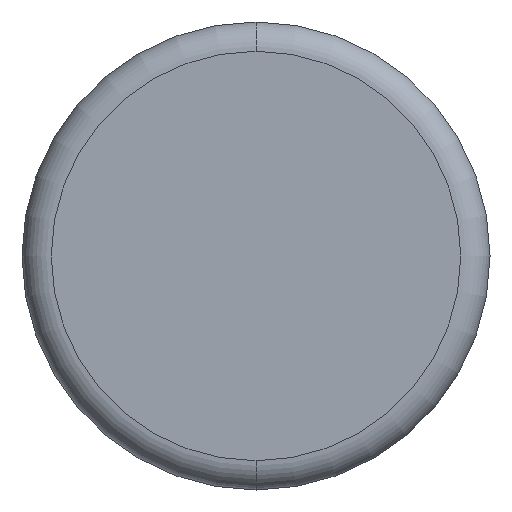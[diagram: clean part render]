
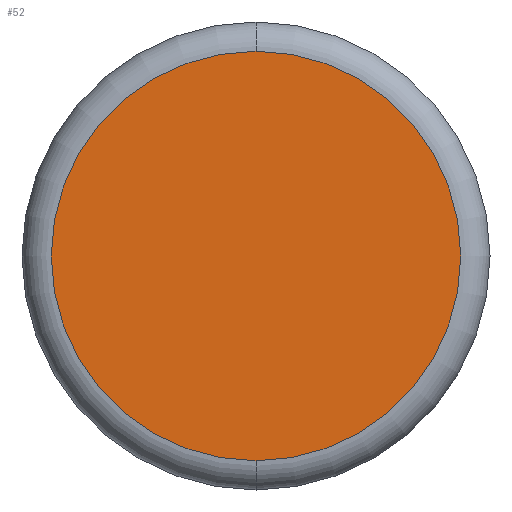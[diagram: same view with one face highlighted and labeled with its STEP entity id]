
A CAD part, front view. The second image highlights one B-rep face of the part: STEP entity #52.
In plain terms, the highlighted planar face has unit normal (0, -1, 0).
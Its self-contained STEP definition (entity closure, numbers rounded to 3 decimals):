
#18 = DIRECTION ( 'NONE',  ( 0., 0., -1. ) ) ;
#52 = ADVANCED_FACE ( 'NONE', ( #344 ), #350, .T. ) ;
#75 = CARTESIAN_POINT ( 'NONE',  ( 0., 0., 0. ) ) ;
#95 = VERTEX_POINT ( 'NONE', #202 ) ;
#142 = AXIS2_PLACEMENT_3D ( 'NONE', #167, #268, #18 ) ;
#155 = EDGE_LOOP ( 'NONE', ( #342, #209 ) ) ;
#166 = CARTESIAN_POINT ( 'NONE',  ( 0., 0., 7. ) ) ;
#167 = CARTESIAN_POINT ( 'NONE',  ( 0., 0., 0. ) ) ;
#200 = DIRECTION ( 'NONE',  ( 0., 0., -1. ) ) ;
#202 = CARTESIAN_POINT ( 'NONE',  ( 0., 0., -7. ) ) ;
#206 = CIRCLE ( 'NONE', #142, 7. ) ;
#209 = ORIENTED_EDGE ( 'NONE', *, *, #313, .T. ) ;
#217 = AXIS2_PLACEMENT_3D ( 'NONE', #319, #229, #200 ) ;
#222 = CIRCLE ( 'NONE', #217, 7. ) ;
#224 = DIRECTION ( 'NONE',  ( 0., -1., 0. ) ) ;
#229 = DIRECTION ( 'NONE',  ( 0., -1., 0. ) ) ;
#237 = VERTEX_POINT ( 'NONE', #166 ) ;
#258 = EDGE_CURVE ( 'NONE', #95, #237, #206, .T. ) ;
#268 = DIRECTION ( 'NONE',  ( 0., -1., 0. ) ) ;
#302 = DIRECTION ( 'NONE',  ( 0., 0., -1. ) ) ;
#313 = EDGE_CURVE ( 'NONE', #237, #95, #222, .T. ) ;
#319 = CARTESIAN_POINT ( 'NONE',  ( 0., 0., 0. ) ) ;
#334 = AXIS2_PLACEMENT_3D ( 'NONE', #75, #224, #302 ) ;
#342 = ORIENTED_EDGE ( 'NONE', *, *, #258, .T. ) ;
#344 = FACE_OUTER_BOUND ( 'NONE', #155, .T. ) ;
#350 = PLANE ( 'NONE',  #334 ) ;
